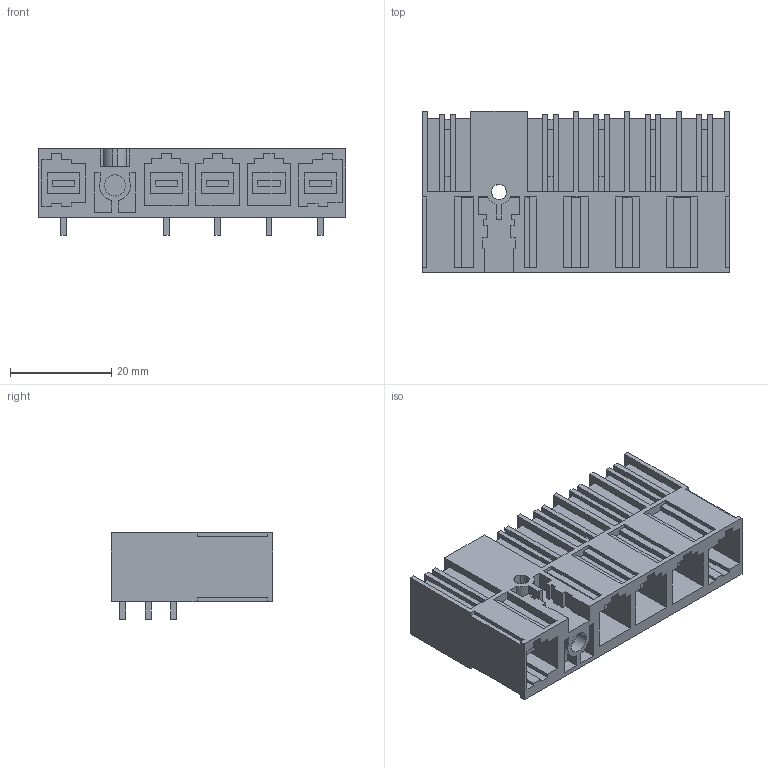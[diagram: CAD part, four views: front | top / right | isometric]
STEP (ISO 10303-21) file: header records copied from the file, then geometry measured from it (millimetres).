
FILE_DESCRIPTION(('CATIA V5 STEP Exchange','CAx-IF Rec.Pracs.--- Model Styling and Organization---1.4--- 2014-01-23'),'2;1');
FILE_NAME ('297491-2_0_2597200000_2597200000.stp','2023-05-02T08:16:33+00:00',('none'),('Weidmueller'),'CATIA Version 5-6 Release 2016 SP3 HF44','CATIA V5 STEP AP214','none');
FILE_SCHEMA(('AUTOMOTIVE_DESIGN { 1 0 10303 214 1 1 1 1 }'));
Length unit declared in the file: millimetre
Products named in the file (1): 2597200000
Bounding box: 60.96 x 32 x 17.1 mm (x, y, z)
Volume: 16885.6 mm3; surface area: 15753.4 mm2
Topology: 6 solids, 6 shells, 549 faces, 1545 edges, 1030 vertices
Faces by surface type: plane 527, cylinder 22
Entity records: 16097 total; most frequent: ORIENTED_EDGE 3090, CARTESIAN_POINT 2874, DIRECTION 2124, EDGE_CURVE 1545, VECTOR 1501, LINE 1501, VERTEX_POINT 1030, EDGE_LOOP 583
